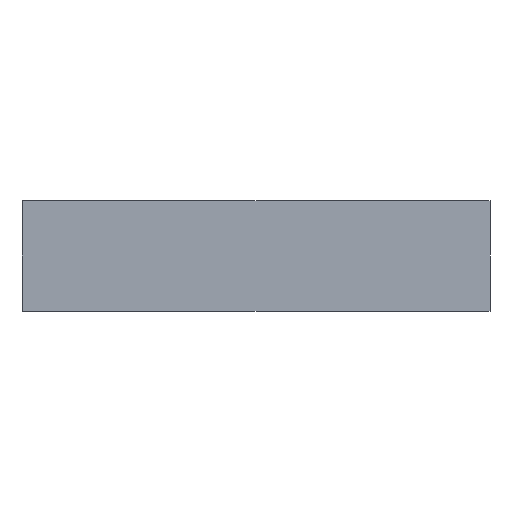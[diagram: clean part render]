
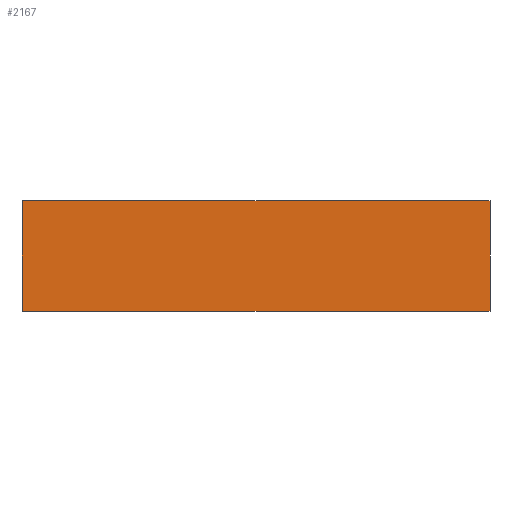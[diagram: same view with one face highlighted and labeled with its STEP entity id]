
A CAD part, front view. The second image highlights one B-rep face of the part: STEP entity #2167.
In plain terms, the highlighted planar face has unit normal (0, -1, 0).
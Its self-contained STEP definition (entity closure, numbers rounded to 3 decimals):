
#100 = VERTEX_POINT ( 'NONE', #33701 ) ;
#2167 = ADVANCED_FACE ( 'NONE', ( #11980 ), #23100, .T. ) ;
#2989 = DIRECTION ( 'NONE',  ( 1., 0., 0. ) ) ;
#3206 = DIRECTION ( 'NONE',  ( 0., 0., -1. ) ) ;
#3294 = VECTOR ( 'NONE', #12474, 1000. ) ;
#3373 = DIRECTION ( 'NONE',  ( 0., -1., 0. ) ) ;
#5342 = EDGE_CURVE ( 'NONE', #12180, #23412, #33864, .T. ) ;
#7313 = ORIENTED_EDGE ( 'NONE', *, *, #11229, .T. ) ;
#8595 = CARTESIAN_POINT ( 'NONE',  ( -275., -20., 65. ) ) ;
#11229 = EDGE_CURVE ( 'NONE', #100, #26399, #17667, .T. ) ;
#11980 = FACE_OUTER_BOUND ( 'NONE', #26218, .T. ) ;
#12112 = EDGE_CURVE ( 'NONE', #26399, #12180, #34174, .T. ) ;
#12180 = VERTEX_POINT ( 'NONE', #26071 ) ;
#12298 = AXIS2_PLACEMENT_3D ( 'NONE', #33330, #3373, #34039 ) ;
#12474 = DIRECTION ( 'NONE',  ( -1., 0., 0. ) ) ;
#12700 = CARTESIAN_POINT ( 'NONE',  ( 275., -20., 65. ) ) ;
#13721 = CARTESIAN_POINT ( 'NONE',  ( -275., -20., -65. ) ) ;
#13840 = ORIENTED_EDGE ( 'NONE', *, *, #12112, .T. ) ;
#14986 = CARTESIAN_POINT ( 'NONE',  ( 275., -20., 65. ) ) ;
#15324 = VECTOR ( 'NONE', #15519, 1000. ) ;
#15519 = DIRECTION ( 'NONE',  ( 0., 0., 1. ) ) ;
#16449 = LINE ( 'NONE', #27391, #28247 ) ;
#17667 = LINE ( 'NONE', #14986, #15324 ) ;
#18081 = EDGE_CURVE ( 'NONE', #23412, #100, #16449, .T. ) ;
#23100 = PLANE ( 'NONE',  #12298 ) ;
#23412 = VERTEX_POINT ( 'NONE', #13721 ) ;
#26071 = CARTESIAN_POINT ( 'NONE',  ( -275., -20., 65. ) ) ;
#26191 = ORIENTED_EDGE ( 'NONE', *, *, #18081, .T. ) ;
#26218 = EDGE_LOOP ( 'NONE', ( #28942, #26191, #7313, #13840 ) ) ;
#26399 = VERTEX_POINT ( 'NONE', #12700 ) ;
#27391 = CARTESIAN_POINT ( 'NONE',  ( -275., -20., -65. ) ) ;
#28247 = VECTOR ( 'NONE', #2989, 1000. ) ;
#28599 = VECTOR ( 'NONE', #3206, 1000. ) ;
#28942 = ORIENTED_EDGE ( 'NONE', *, *, #5342, .T. ) ;
#31483 = CARTESIAN_POINT ( 'NONE',  ( -275., -20., 65. ) ) ;
#33330 = CARTESIAN_POINT ( 'NONE',  ( 0., -20., 0. ) ) ;
#33701 = CARTESIAN_POINT ( 'NONE',  ( 275., -20., -65. ) ) ;
#33864 = LINE ( 'NONE', #8595, #28599 ) ;
#34039 = DIRECTION ( 'NONE',  ( 0., 0., -1. ) ) ;
#34174 = LINE ( 'NONE', #31483, #3294 ) ;
